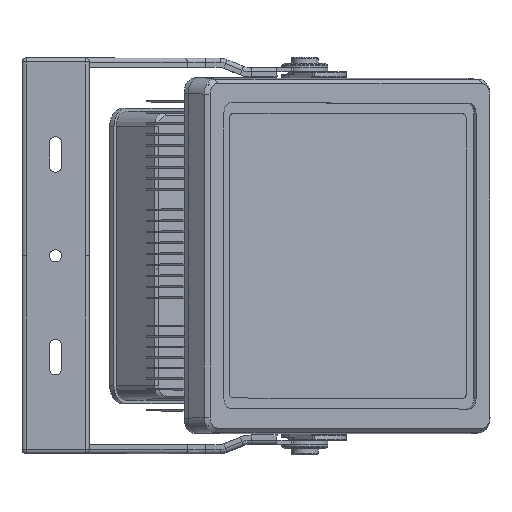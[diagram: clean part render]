
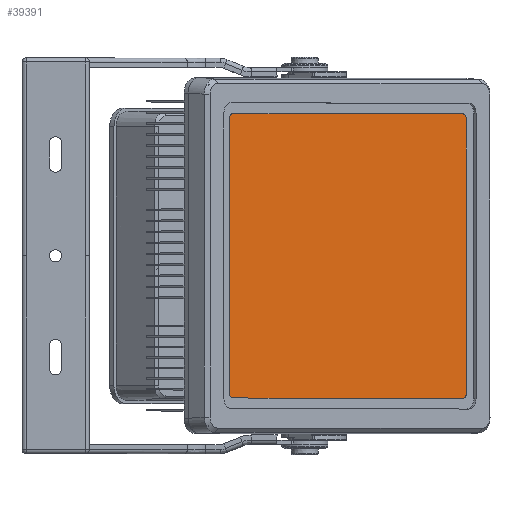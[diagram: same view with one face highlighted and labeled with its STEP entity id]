
A CAD part, top view. The second image highlights one B-rep face of the part: STEP entity #39391.
In plain terms, the highlighted face is planar.
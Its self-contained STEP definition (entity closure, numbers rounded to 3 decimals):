
#97 = CARTESIAN_POINT ( 'NONE',  ( 140., 400.686, 207.882 ) ) ;
#719 = PLANE ( 'NONE',  #32230 ) ;
#1219 = CIRCLE ( 'NONE', #60101, 5. ) ;
#4869 = EDGE_CURVE ( 'NONE', #56852, #11028, #38350, .T. ) ;
#4885 = CARTESIAN_POINT ( 'NONE',  ( 135., 170.877, -21.928 ) ) ;
#6221 = CIRCLE ( 'NONE', #52255, 5. ) ;
#6284 = CARTESIAN_POINT ( 'NONE',  ( -135., 170.877, -21.928 ) ) ;
#6454 = CARTESIAN_POINT ( 'NONE',  ( -140., 400.686, 207.882 ) ) ;
#7914 = EDGE_CURVE ( 'NONE', #11028, #15151, #6221, .T. ) ;
#8232 = DIRECTION ( 'NONE',  ( 0., 0.707, 0.707 ) ) ;
#8476 = AXIS2_PLACEMENT_3D ( 'NONE', #24282, #52723, #35023 ) ;
#10641 = DIRECTION ( 'NONE',  ( 0., 0.707, 0.707 ) ) ;
#11028 = VERTEX_POINT ( 'NONE', #47656 ) ;
#11260 = ORIENTED_EDGE ( 'NONE', *, *, #60521, .F. ) ;
#11275 = ORIENTED_EDGE ( 'NONE', *, *, #52824, .F. ) ;
#11936 = CARTESIAN_POINT ( 'NONE',  ( 135., 174.412, -18.393 ) ) ;
#14979 = CIRCLE ( 'NONE', #44407, 5. ) ;
#15151 = VERTEX_POINT ( 'NONE', #6284 ) ;
#15370 = CARTESIAN_POINT ( 'NONE',  ( 135., 404.222, 211.417 ) ) ;
#15578 = VERTEX_POINT ( 'NONE', #15370 ) ;
#15750 = CARTESIAN_POINT ( 'NONE',  ( 140., 400.686, 207.882 ) ) ;
#16158 = LINE ( 'NONE', #34884, #18481 ) ;
#18481 = VECTOR ( 'NONE', #25079, 1000. ) ;
#19663 = EDGE_CURVE ( 'NONE', #55805, #56852, #37874, .T. ) ;
#19943 = ORIENTED_EDGE ( 'NONE', *, *, #4869, .F. ) ;
#20564 = CARTESIAN_POINT ( 'NONE',  ( 140., 174.412, -18.393 ) ) ;
#21470 = DIRECTION ( 'NONE',  ( 0., -0.707, 0.707 ) ) ;
#23035 = ORIENTED_EDGE ( 'NONE', *, *, #19663, .F. ) ;
#23540 = DIRECTION ( 'NONE',  ( 0., 0.707, 0.707 ) ) ;
#24282 = CARTESIAN_POINT ( 'NONE',  ( -135., 400.686, 207.882 ) ) ;
#24476 = FACE_OUTER_BOUND ( 'NONE', #43242, .T. ) ;
#24822 = EDGE_CURVE ( 'NONE', #54441, #37499, #1219, .T. ) ;
#25079 = DIRECTION ( 'NONE',  ( -1., 0., 0. ) ) ;
#28220 = ORIENTED_EDGE ( 'NONE', *, *, #7914, .F. ) ;
#28477 = DIRECTION ( 'NONE',  ( 0., 0.707, -0.707 ) ) ;
#29093 = LINE ( 'NONE', #97, #29313 ) ;
#29313 = VECTOR ( 'NONE', #23540, 1000. ) ;
#30685 = DIRECTION ( 'NONE',  ( 0., -0.707, 0.707 ) ) ;
#32230 = AXIS2_PLACEMENT_3D ( 'NONE', #33397, #28477, #10641 ) ;
#32554 = DIRECTION ( 'NONE',  ( 0., -0.707, -0.707 ) ) ;
#32700 = VECTOR ( 'NONE', #42700, 1000. ) ;
#33397 = CARTESIAN_POINT ( 'NONE',  ( 135., 400.686, 207.882 ) ) ;
#34884 = CARTESIAN_POINT ( 'NONE',  ( -135., 404.222, 211.417 ) ) ;
#34943 = VERTEX_POINT ( 'NONE', #15750 ) ;
#35023 = DIRECTION ( 'NONE',  ( 0., 0.707, 0.707 ) ) ;
#37499 = VERTEX_POINT ( 'NONE', #20564 ) ;
#37874 = CIRCLE ( 'NONE', #8476, 5. ) ;
#38350 = LINE ( 'NONE', #47237, #52872 ) ;
#39180 = CARTESIAN_POINT ( 'NONE',  ( 135., 170.877, -21.928 ) ) ;
#39391 = ADVANCED_FACE ( 'NONE', ( #24476 ), #719, .T. ) ;
#41326 = ORIENTED_EDGE ( 'NONE', *, *, #52789, .F. ) ;
#41741 = CARTESIAN_POINT ( 'NONE',  ( 135., 400.686, 207.882 ) ) ;
#42700 = DIRECTION ( 'NONE',  ( 1., 0., 0. ) ) ;
#43242 = EDGE_LOOP ( 'NONE', ( #11260, #41326, #60622, #51659, #28220, #19943, #23035, #11275 ) ) ;
#44407 = AXIS2_PLACEMENT_3D ( 'NONE', #41741, #60379, #47519 ) ;
#46928 = CARTESIAN_POINT ( 'NONE',  ( -135., 404.222, 211.417 ) ) ;
#47237 = CARTESIAN_POINT ( 'NONE',  ( -140., 174.412, -18.393 ) ) ;
#47519 = DIRECTION ( 'NONE',  ( 0., 0.707, 0.707 ) ) ;
#47577 = LINE ( 'NONE', #4885, #32700 ) ;
#47656 = CARTESIAN_POINT ( 'NONE',  ( -140., 174.412, -18.393 ) ) ;
#51659 = ORIENTED_EDGE ( 'NONE', *, *, #57703, .F. ) ;
#52255 = AXIS2_PLACEMENT_3D ( 'NONE', #59760, #21470, #58849 ) ;
#52723 = DIRECTION ( 'NONE',  ( 0., -0.707, 0.707 ) ) ;
#52789 = EDGE_CURVE ( 'NONE', #37499, #34943, #29093, .T. ) ;
#52824 = EDGE_CURVE ( 'NONE', #15578, #55805, #16158, .T. ) ;
#52872 = VECTOR ( 'NONE', #32554, 1000. ) ;
#54441 = VERTEX_POINT ( 'NONE', #39180 ) ;
#55805 = VERTEX_POINT ( 'NONE', #46928 ) ;
#56852 = VERTEX_POINT ( 'NONE', #6454 ) ;
#57703 = EDGE_CURVE ( 'NONE', #15151, #54441, #47577, .T. ) ;
#58849 = DIRECTION ( 'NONE',  ( 0., 0.707, 0.707 ) ) ;
#59760 = CARTESIAN_POINT ( 'NONE',  ( -135., 174.412, -18.393 ) ) ;
#60101 = AXIS2_PLACEMENT_3D ( 'NONE', #11936, #30685, #8232 ) ;
#60379 = DIRECTION ( 'NONE',  ( 0., -0.707, 0.707 ) ) ;
#60521 = EDGE_CURVE ( 'NONE', #34943, #15578, #14979, .T. ) ;
#60622 = ORIENTED_EDGE ( 'NONE', *, *, #24822, .F. ) ;
